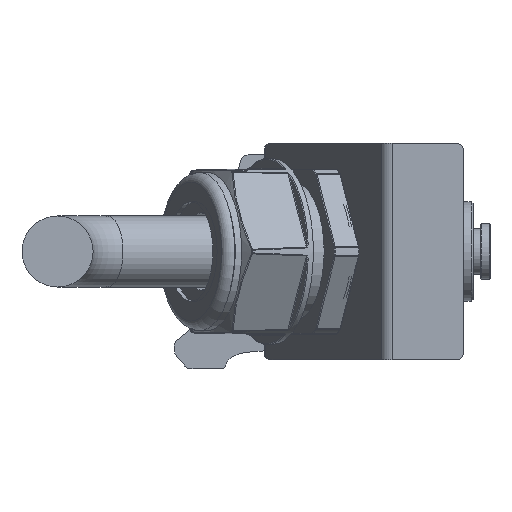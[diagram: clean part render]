
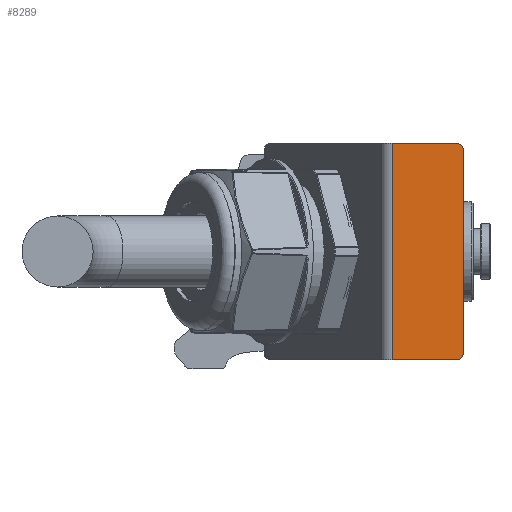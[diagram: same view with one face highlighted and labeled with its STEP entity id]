
A CAD part, left-side view. The second image highlights one B-rep face of the part: STEP entity #8289.
In plain terms, the highlighted planar face has unit normal (-1, 0, 0).
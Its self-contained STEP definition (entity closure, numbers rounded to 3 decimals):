
#65 = CARTESIAN_POINT ( 'NONE',  ( -660.588, 1.714, -53.658 ) ) ;
#142 = DIRECTION ( 'NONE',  ( 0., -1., 0. ) ) ;
#284 = VERTEX_POINT ( 'NONE', #2883 ) ;
#607 = CARTESIAN_POINT ( 'NONE',  ( -660.588, 0., 0. ) ) ;
#728 = DIRECTION ( 'NONE',  ( -1., 0., 0. ) ) ;
#954 = LINE ( 'NONE', #6211, #6408 ) ;
#972 = AXIS2_PLACEMENT_3D ( 'NONE', #1723, #2859, #5715 ) ;
#1723 = CARTESIAN_POINT ( 'NONE',  ( -660.588, 1.714, -1.714 ) ) ;
#1726 = CARTESIAN_POINT ( 'NONE',  ( -660.588, 0., -55.372 ) ) ;
#2380 = VERTEX_POINT ( 'NONE', #11798 ) ;
#2859 = DIRECTION ( 'NONE',  ( -1., 0., 0. ) ) ;
#2883 = CARTESIAN_POINT ( 'NONE',  ( -660.588, 0., -53.658 ) ) ;
#3093 = DIRECTION ( 'NONE',  ( 0., 0., 1. ) ) ;
#3333 = CARTESIAN_POINT ( 'NONE',  ( -660.588, 0., -1.714 ) ) ;
#3420 = DIRECTION ( 'NONE',  ( -1., 0., 0. ) ) ;
#3941 = VECTOR ( 'NONE', #4702, 1000. ) ;
#4036 = CARTESIAN_POINT ( 'NONE',  ( -660.588, 0., -55.372 ) ) ;
#4702 = DIRECTION ( 'NONE',  ( 0., -1., 0. ) ) ;
#4831 = DIRECTION ( 'NONE',  ( 0., 0., 1. ) ) ;
#4875 = EDGE_CURVE ( 'NONE', #2380, #10116, #954, .T. ) ;
#5075 = ORIENTED_EDGE ( 'NONE', *, *, #4875, .F. ) ;
#5715 = DIRECTION ( 'NONE',  ( 0., 0., 1. ) ) ;
#5789 = LINE ( 'NONE', #607, #3941 ) ;
#6146 = VECTOR ( 'NONE', #142, 1000. ) ;
#6211 = CARTESIAN_POINT ( 'NONE',  ( -660.588, 18.078, -55.372 ) ) ;
#6408 = VECTOR ( 'NONE', #3093, 1000. ) ;
#6496 = EDGE_CURVE ( 'NONE', #10520, #284, #8764, .T. ) ;
#6617 = ORIENTED_EDGE ( 'NONE', *, *, #7693, .T. ) ;
#7693 = EDGE_CURVE ( 'NONE', #284, #9232, #10235, .T. ) ;
#7919 = FACE_OUTER_BOUND ( 'NONE', #8243, .T. ) ;
#7942 = ORIENTED_EDGE ( 'NONE', *, *, #6496, .T. ) ;
#8150 = DIRECTION ( 'NONE',  ( 0., 0., 1. ) ) ;
#8243 = EDGE_LOOP ( 'NONE', ( #13059, #7942, #6617, #10195, #13027, #5075 ) ) ;
#8289 = ADVANCED_FACE ( 'NONE', ( #7919 ), #10941, .T. ) ;
#8655 = EDGE_CURVE ( 'NONE', #2380, #10520, #11442, .T. ) ;
#8764 = CIRCLE ( 'NONE', #10472, 1.714 ) ;
#9110 = CIRCLE ( 'NONE', #972, 1.714 ) ;
#9232 = VERTEX_POINT ( 'NONE', #3333 ) ;
#9333 = VERTEX_POINT ( 'NONE', #12413 ) ;
#10116 = VERTEX_POINT ( 'NONE', #13021 ) ;
#10195 = ORIENTED_EDGE ( 'NONE', *, *, #11334, .T. ) ;
#10235 = LINE ( 'NONE', #4036, #12366 ) ;
#10263 = CARTESIAN_POINT ( 'NONE',  ( -660.588, 1.714, -55.372 ) ) ;
#10472 = AXIS2_PLACEMENT_3D ( 'NONE', #65, #3420, #11703 ) ;
#10520 = VERTEX_POINT ( 'NONE', #10263 ) ;
#10941 = PLANE ( 'NONE',  #11903 ) ;
#11334 = EDGE_CURVE ( 'NONE', #9232, #9333, #9110, .T. ) ;
#11442 = LINE ( 'NONE', #12446, #6146 ) ;
#11703 = DIRECTION ( 'NONE',  ( 0., 0., 1. ) ) ;
#11798 = CARTESIAN_POINT ( 'NONE',  ( -660.588, 18.078, -55.372 ) ) ;
#11903 = AXIS2_PLACEMENT_3D ( 'NONE', #1726, #728, #4831 ) ;
#12109 = EDGE_CURVE ( 'NONE', #10116, #9333, #5789, .T. ) ;
#12366 = VECTOR ( 'NONE', #8150, 1000. ) ;
#12413 = CARTESIAN_POINT ( 'NONE',  ( -660.588, 1.714, 0. ) ) ;
#12446 = CARTESIAN_POINT ( 'NONE',  ( -660.588, 0., -55.372 ) ) ;
#13021 = CARTESIAN_POINT ( 'NONE',  ( -660.588, 18.078, 0. ) ) ;
#13027 = ORIENTED_EDGE ( 'NONE', *, *, #12109, .F. ) ;
#13059 = ORIENTED_EDGE ( 'NONE', *, *, #8655, .T. ) ;
